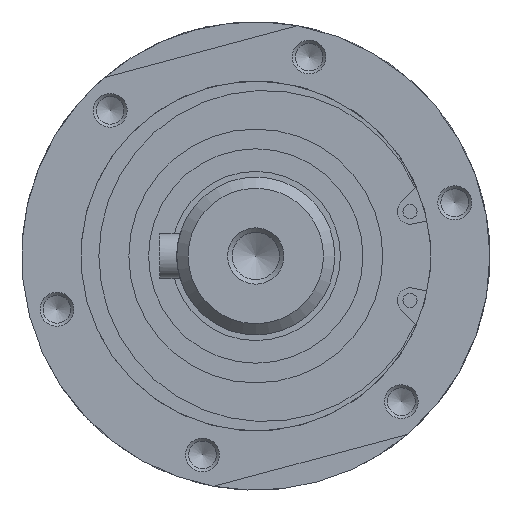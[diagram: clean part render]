
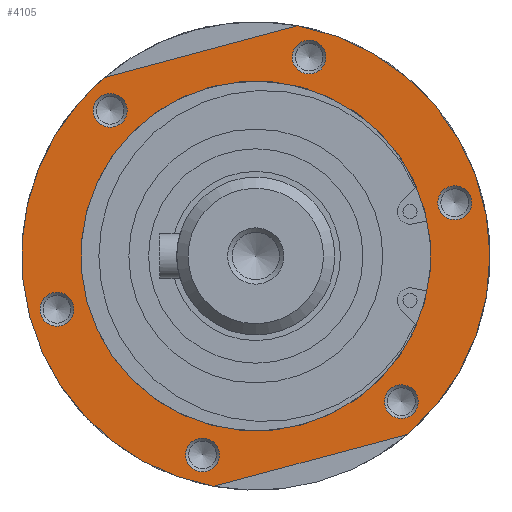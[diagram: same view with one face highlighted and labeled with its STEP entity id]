
A CAD part, left-side view. The second image highlights one B-rep face of the part: STEP entity #4105.
In plain terms, the highlighted planar face has unit normal (-1, 0, 0).
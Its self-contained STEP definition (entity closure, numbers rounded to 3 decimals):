
#3388=CARTESIAN_POINT('',(-214.501,29.944,-8.023));
#3389=VERTEX_POINT('',#3388);
#3390=CARTESIAN_POINT('',(-214.501,0.,0.));
#3391=DIRECTION('',(1.0,0.,0.));
#3392=DIRECTION('',(0.,0.966,-0.259));
#3393=AXIS2_PLACEMENT_3D('',#3390,#3391,#3392);
#3394=CIRCLE('',#3393,31.);
#3395=EDGE_CURVE('',#3389,#3389,#3394,.T.);
#3738=CARTESIAN_POINT('',(-214.501,12.345,-34.48));
#3739=VERTEX_POINT('',#3738);
#3740=CARTESIAN_POINT('',(-214.501,9.447,-35.256));
#3741=DIRECTION('',(-1.,0.,0.));
#3742=DIRECTION('',(0.,-0.966,-0.259));
#3743=AXIS2_PLACEMENT_3D('',#3740,#3741,#3742);
#3744=CIRCLE('',#3743,3.);
#3745=EDGE_CURVE('',#3739,#3739,#3744,.T.);
#3799=CARTESIAN_POINT('',(-214.501,36.033,-6.549));
#3800=VERTEX_POINT('',#3799);
#3801=CARTESIAN_POINT('',(-214.501,35.256,-9.447));
#3802=DIRECTION('',(-1.0,0.,0.));
#3803=DIRECTION('',(0.,-0.259,-0.966));
#3804=AXIS2_PLACEMENT_3D('',#3801,#3802,#3803);
#3805=CIRCLE('',#3804,3.);
#3806=EDGE_CURVE('',#3800,#3800,#3805,.T.);
#3860=CARTESIAN_POINT('',(-214.501,-23.688,-27.931));
#3861=VERTEX_POINT('',#3860);
#3862=CARTESIAN_POINT('',(-214.501,-25.809,-25.809));
#3863=DIRECTION('',(-1.0,0.,0.));
#3864=DIRECTION('',(0.,-0.707,0.707));
#3865=AXIS2_PLACEMENT_3D('',#3862,#3863,#3864);
#3866=CIRCLE('',#3865,3.);
#3867=EDGE_CURVE('',#3861,#3861,#3866,.T.);
#3921=CARTESIAN_POINT('',(-214.501,23.688,27.931));
#3922=VERTEX_POINT('',#3921);
#3923=CARTESIAN_POINT('',(-214.501,25.809,25.809));
#3924=DIRECTION('',(-1.,0.,0.));
#3925=DIRECTION('',(0.,0.707,-0.707));
#3926=AXIS2_PLACEMENT_3D('',#3923,#3924,#3925);
#3927=CIRCLE('',#3926,3.);
#3928=EDGE_CURVE('',#3922,#3922,#3927,.T.);
#3982=CARTESIAN_POINT('',(-214.501,-36.033,6.549));
#3983=VERTEX_POINT('',#3982);
#3984=CARTESIAN_POINT('',(-214.501,-35.256,9.447));
#3985=DIRECTION('',(-1.,0.,0.));
#3986=DIRECTION('',(0.,0.259,0.966));
#3987=AXIS2_PLACEMENT_3D('',#3984,#3985,#3986);
#3988=CIRCLE('',#3987,3.);
#3989=EDGE_CURVE('',#3983,#3983,#3988,.T.);
#4035=CARTESIAN_POINT('',(-214.501,35.015,-9.382));
#4036=DIRECTION('',(-1.0,0.0,0.0));
#4037=DIRECTION('',(0.0,0.259,0.966));
#4038=AXIS2_PLACEMENT_3D('',#4035,#4036,#4037);
#4039=PLANE('',#4038);
#4040=CARTESIAN_POINT('',(-214.501,7.465,-40.823));
#4041=VERTEX_POINT('',#4040);
#4042=CARTESIAN_POINT('',(-214.501,-26.876,-31.621));
#4043=VERTEX_POINT('',#4042);
#4044=CARTESIAN_POINT('',(-214.501,7.465,-40.823));
#4045=DIRECTION('',(0.0,-0.966,0.259));
#4046=VECTOR('',#4045,35.553);
#4047=LINE('',#4044,#4046);
#4048=EDGE_CURVE('',#4041,#4043,#4047,.T.);
#4049=ORIENTED_EDGE('',*,*,#4048,.T.);
#4050=CARTESIAN_POINT('',(-214.501,-7.465,40.823));
#4051=VERTEX_POINT('',#4050);
#4052=CARTESIAN_POINT('',(-214.501,0.,0.));
#4053=DIRECTION('',(1.0,0.,0.));
#4054=DIRECTION('',(0.,0.966,-0.259));
#4055=AXIS2_PLACEMENT_3D('',#4052,#4053,#4054);
#4056=CIRCLE('',#4055,41.5);
#4057=EDGE_CURVE('',#4051,#4043,#4056,.T.);
#4058=ORIENTED_EDGE('',*,*,#4057,.F.);
#4059=CARTESIAN_POINT('',(-214.501,26.876,31.621));
#4060=VERTEX_POINT('',#4059);
#4061=CARTESIAN_POINT('',(-214.501,-7.465,40.823));
#4062=DIRECTION('',(0.0,0.966,-0.259));
#4063=VECTOR('',#4062,35.553);
#4064=LINE('',#4061,#4063);
#4065=EDGE_CURVE('',#4051,#4060,#4064,.T.);
#4066=ORIENTED_EDGE('',*,*,#4065,.T.);
#4067=CARTESIAN_POINT('',(-214.501,0.,0.));
#4068=DIRECTION('',(1.0,0.,0.));
#4069=DIRECTION('',(0.,0.966,-0.259));
#4070=AXIS2_PLACEMENT_3D('',#4067,#4068,#4069);
#4071=CIRCLE('',#4070,41.5);
#4072=EDGE_CURVE('',#4041,#4060,#4071,.T.);
#4073=ORIENTED_EDGE('',*,*,#4072,.F.);
#4074=EDGE_LOOP('',(#4049,#4058,#4066,#4073));
#4075=FACE_OUTER_BOUND('',#4074,.T.);
#4076=ORIENTED_EDGE('',*,*,#3989,.F.);
#4077=EDGE_LOOP('',(#4076));
#4078=FACE_BOUND('',#4077,.T.);
#4079=ORIENTED_EDGE('',*,*,#3867,.F.);
#4080=EDGE_LOOP('',(#4079));
#4081=FACE_BOUND('',#4080,.T.);
#4082=ORIENTED_EDGE('',*,*,#3745,.F.);
#4083=EDGE_LOOP('',(#4082));
#4084=FACE_BOUND('',#4083,.T.);
#4085=ORIENTED_EDGE('',*,*,#3395,.T.);
#4086=EDGE_LOOP('',(#4085));
#4087=FACE_BOUND('',#4086,.T.);
#4088=ORIENTED_EDGE('',*,*,#3806,.F.);
#4089=EDGE_LOOP('',(#4088));
#4090=FACE_BOUND('',#4089,.T.);
#4091=ORIENTED_EDGE('',*,*,#3928,.F.);
#4092=EDGE_LOOP('',(#4091));
#4093=FACE_BOUND('',#4092,.T.);
#4094=CARTESIAN_POINT('',(-214.501,-12.345,34.48));
#4095=VERTEX_POINT('',#4094);
#4096=CARTESIAN_POINT('',(-214.501,-9.447,35.256));
#4097=DIRECTION('',(-1.0,0.,0.));
#4098=DIRECTION('',(0.,0.966,0.259));
#4099=AXIS2_PLACEMENT_3D('',#4096,#4097,#4098);
#4100=CIRCLE('',#4099,3.);
#4101=EDGE_CURVE('',#4095,#4095,#4100,.T.);
#4102=ORIENTED_EDGE('',*,*,#4101,.F.);
#4103=EDGE_LOOP('',(#4102));
#4104=FACE_BOUND('',#4103,.T.);
#4105=ADVANCED_FACE('',(#4075,#4078,#4081,#4084,#4087,#4090,#4093,#4104),#4039,.T.);
